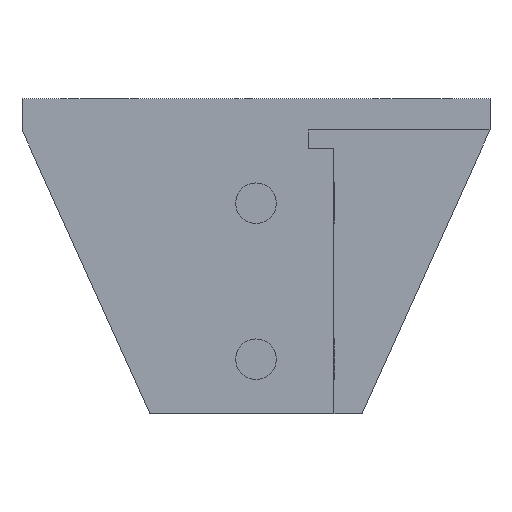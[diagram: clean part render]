
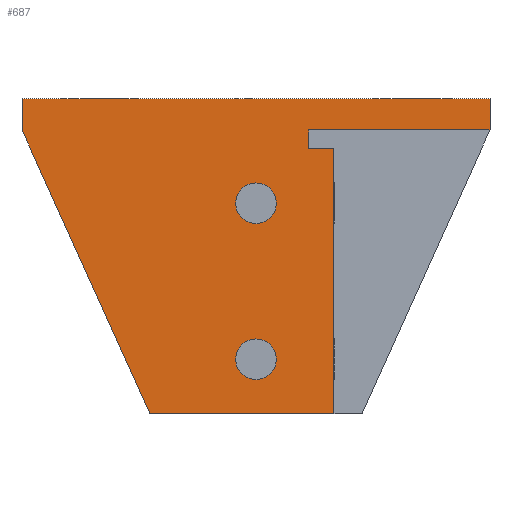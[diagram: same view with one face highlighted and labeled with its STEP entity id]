
A CAD part, front view. The second image highlights one B-rep face of the part: STEP entity #687.
In plain terms, the highlighted planar face has unit normal (0, -1, 0).
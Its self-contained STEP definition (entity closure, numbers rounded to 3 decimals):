
#53=FACE_OUTER_BOUND('',#94,.T.);
#94=EDGE_LOOP('',(#513,#514,#515,#516,#517,#518,#519,#520,#521));
#152=LINE('',#1076,#226);
#168=LINE('',#1110,#242);
#171=LINE('',#1116,#245);
#177=LINE('',#1127,#251);
#178=LINE('',#1128,#252);
#179=LINE('',#1130,#253);
#180=LINE('',#1132,#254);
#181=LINE('',#1134,#255);
#182=LINE('',#1135,#256);
#226=VECTOR('',#874,1.);
#242=VECTOR('',#894,1.);
#245=VECTOR('',#899,1000.);
#251=VECTOR('',#907,1000.);
#252=VECTOR('',#908,1000.);
#253=VECTOR('',#909,1000.);
#254=VECTOR('',#910,1000.);
#255=VECTOR('',#911,1000.);
#256=VECTOR('',#912,1000.);
#312=VERTEX_POINT('',#1073);
#313=VERTEX_POINT('',#1075);
#327=VERTEX_POINT('',#1106);
#329=VERTEX_POINT('',#1109);
#331=VERTEX_POINT('',#1115);
#335=VERTEX_POINT('',#1126);
#336=VERTEX_POINT('',#1129);
#337=VERTEX_POINT('',#1131);
#338=VERTEX_POINT('',#1133);
#388=EDGE_CURVE('',#312,#313,#152,.T.);
#404=EDGE_CURVE('',#329,#327,#168,.T.);
#407=EDGE_CURVE('',#331,#327,#171,.T.);
#413=EDGE_CURVE('',#335,#331,#177,.T.);
#414=EDGE_CURVE('',#313,#335,#178,.T.);
#415=EDGE_CURVE('',#336,#312,#179,.T.);
#416=EDGE_CURVE('',#337,#336,#180,.T.);
#417=EDGE_CURVE('',#338,#337,#181,.T.);
#418=EDGE_CURVE('',#338,#329,#182,.T.);
#513=ORIENTED_EDGE('',*,*,#407,.F.);
#514=ORIENTED_EDGE('',*,*,#413,.F.);
#515=ORIENTED_EDGE('',*,*,#414,.F.);
#516=ORIENTED_EDGE('',*,*,#388,.F.);
#517=ORIENTED_EDGE('',*,*,#415,.F.);
#518=ORIENTED_EDGE('',*,*,#416,.F.);
#519=ORIENTED_EDGE('',*,*,#417,.F.);
#520=ORIENTED_EDGE('',*,*,#418,.T.);
#521=ORIENTED_EDGE('',*,*,#404,.T.);
#646=PLANE('',#781);
#687=ADVANCED_FACE('',(#53),#646,.T.);
#781=AXIS2_PLACEMENT_3D('',#1125,#905,#906);
#874=DIRECTION('',(0.,0.,-1.));
#894=DIRECTION('',(-1.,0.,0.));
#899=DIRECTION('',(0.,0.,1.));
#905=DIRECTION('center_axis',(0.,-1.,0.));
#906=DIRECTION('ref_axis',(0.,0.,
1.));
#907=DIRECTION('',(-0.411,0.,0.912));
#908=DIRECTION('',(-1.,0.,0.));
#909=DIRECTION('',(1.,0.,0.));
#910=DIRECTION('',(0.,0.,-1.));
#911=DIRECTION('',(-1.,0.,0.));
#912=DIRECTION('',(0.,0.,1.));
#1073=CARTESIAN_POINT('',(88.252,9.735,85.));
#1075=CARTESIAN_POINT('',(88.252,9.735,0.));
#1076=CARTESIAN_POINT('',(88.252,9.735,0.));
#1106=CARTESIAN_POINT('',(-11.748,9.735,101.));
#1109=CARTESIAN_POINT('',(138.252,9.735,101.));
#1110=CARTESIAN_POINT('',(138.252,9.735,101.));
#1115=CARTESIAN_POINT('',(-11.748,9.735,91.));
#1116=CARTESIAN_POINT('',(-11.748,9.735,0.));
#1125=CARTESIAN_POINT('Origin',(138.252,9.735,0.));
#1126=CARTESIAN_POINT('',(29.252,9.735,0.));
#1127=CARTESIAN_POINT('',(29.252,9.735,0.));
#1128=CARTESIAN_POINT('',(138.252,9.735,0.));
#1129=CARTESIAN_POINT('',(80.152,9.735,85.));
#1130=CARTESIAN_POINT('',(135.652,9.735,85.));
#1131=CARTESIAN_POINT('',(80.152,9.735,91.));
#1132=CARTESIAN_POINT('',(80.152,9.735,85.));
#1133=CARTESIAN_POINT('',(138.252,9.735,91.));
#1134=CARTESIAN_POINT('',(138.252,9.735,91.));
#1135=CARTESIAN_POINT('',(138.252,9.735,0.));
